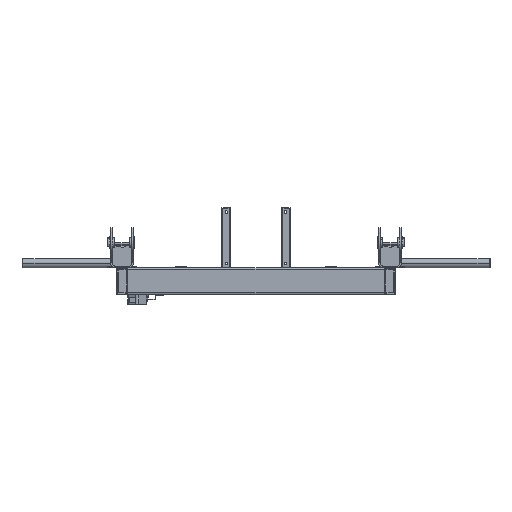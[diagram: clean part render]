
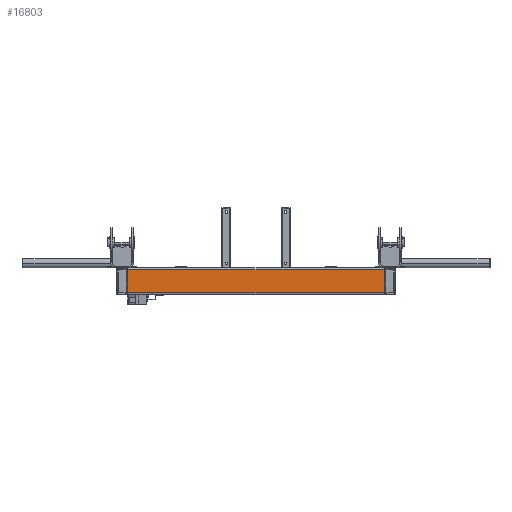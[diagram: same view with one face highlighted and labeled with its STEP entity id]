
A CAD part, left-side view. The second image highlights one B-rep face of the part: STEP entity #16803.
In plain terms, the highlighted free-form (B-spline) face has degree [1, 1] with [2, 2] control points.
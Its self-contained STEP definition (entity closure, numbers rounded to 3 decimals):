
#16348 = VERTEX_POINT('',#16349);
#16349 = CARTESIAN_POINT('',(-870.769,-1441.228,
    2022.101));
#16365 = VERTEX_POINT('',#16366);
#16366 = CARTESIAN_POINT('',(-870.769,78.99,
    2022.101));
#16372 = EDGE_CURVE('',#16365,#16348,#16373,.T.);
#16373 = B_SPLINE_CURVE_WITH_KNOTS('',1,(#16374,#16375),.UNSPECIFIED.,
  .F.,.F.,(2,2),(-0.,1148.),.PIECEWISE_BEZIER_KNOTS.);
#16374 = CARTESIAN_POINT('',(-870.769,78.99,
    2022.101));
#16375 = CARTESIAN_POINT('',(-870.769,-1441.228,
    2022.101));
#16536 = VERTEX_POINT('',#16537);
#16537 = CARTESIAN_POINT('',(-870.769,-1441.228,
    1884.381));
#16543 = EDGE_CURVE('',#16544,#16536,#16546,.T.);
#16544 = VERTEX_POINT('',#16545);
#16545 = CARTESIAN_POINT('',(-870.769,78.99,
    1884.381));
#16546 = B_SPLINE_CURVE_WITH_KNOTS('',1,(#16547,#16548),.UNSPECIFIED.,
  .F.,.F.,(2,2),(-0.,1148.),.PIECEWISE_BEZIER_KNOTS.);
#16547 = CARTESIAN_POINT('',(-870.769,78.99,
    1884.381));
#16548 = CARTESIAN_POINT('',(-870.769,-1441.228,
    1884.381));
#16803 = ADVANCED_FACE('',(#16804),#16818,.F.);
#16804 = FACE_BOUND('',#16805,.T.);
#16805 = EDGE_LOOP('',(#16806,#16811,#16812,#16817));
#16806 = ORIENTED_EDGE('',*,*,#16807,.T.);
#16807 = EDGE_CURVE('',#16536,#16348,#16808,.T.);
#16808 = B_SPLINE_CURVE_WITH_KNOTS('',1,(#16809,#16810),.UNSPECIFIED.,
  .F.,.F.,(2,2),(-104.,0.),.PIECEWISE_BEZIER_KNOTS.);
#16809 = CARTESIAN_POINT('',(-870.769,-1441.228,
    1884.381));
#16810 = CARTESIAN_POINT('',(-870.769,-1441.228,
    2022.101));
#16811 = ORIENTED_EDGE('',*,*,#16372,.F.);
#16812 = ORIENTED_EDGE('',*,*,#16813,.F.);
#16813 = EDGE_CURVE('',#16544,#16365,#16814,.T.);
#16814 = B_SPLINE_CURVE_WITH_KNOTS('',1,(#16815,#16816),.UNSPECIFIED.,
  .F.,.F.,(2,2),(-104.,0.),.PIECEWISE_BEZIER_KNOTS.);
#16815 = CARTESIAN_POINT('',(-870.769,78.99,
    1884.381));
#16816 = CARTESIAN_POINT('',(-870.769,78.99,
    2022.101));
#16817 = ORIENTED_EDGE('',*,*,#16543,.T.);
#16818 = B_SPLINE_SURFACE_WITH_KNOTS('',1,1,(
    (#16819,#16820)
    ,(#16821,#16822
    )),.UNSPECIFIED.,.F.,.F.,.F.,(2,2),(2,2),(-0.,104.),(-1148.,0.),
  .PIECEWISE_BEZIER_KNOTS.);
#16819 = CARTESIAN_POINT('',(-870.769,-1441.228,
    2022.101));
#16820 = CARTESIAN_POINT('',(-870.769,78.99,
    2022.101));
#16821 = CARTESIAN_POINT('',(-870.769,-1441.228,
    1884.381));
#16822 = CARTESIAN_POINT('',(-870.769,78.99,
    1884.381));
